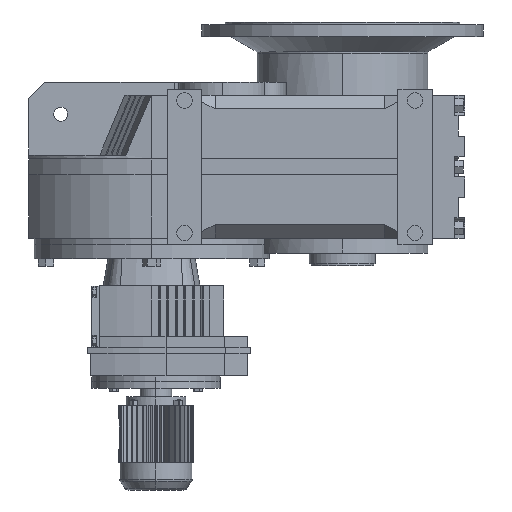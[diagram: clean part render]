
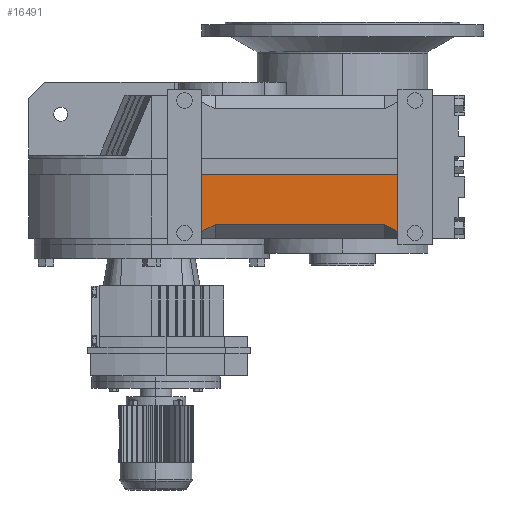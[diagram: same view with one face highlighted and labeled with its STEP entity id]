
A CAD part, left-side view. The second image highlights one B-rep face of the part: STEP entity #16491.
In plain terms, the highlighted planar face has unit normal (-1, 0, 0).
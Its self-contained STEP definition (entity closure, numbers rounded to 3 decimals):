
#318 = PLANE('',#319);
#319 = AXIS2_PLACEMENT_3D('',#320,#321,#322);
#320 = CARTESIAN_POINT('',(-260.44,-117.,0.));
#321 = DIRECTION('',(0.,-1.,0.));
#322 = DIRECTION('',(1.,0.,0.));
#430 = PLANE('',#431);
#431 = AXIS2_PLACEMENT_3D('',#432,#433,#434);
#432 = CARTESIAN_POINT('',(-260.44,-577.,0.));
#433 = DIRECTION('',(0.,1.,0.));
#434 = DIRECTION('',(-1.,0.,0.));
#7152 = VERTEX_POINT('',#7153);
#7153 = CARTESIAN_POINT('',(-315.44,-577.,163.8));
#7167 = PLANE('',#7168);
#7168 = AXIS2_PLACEMENT_3D('',#7169,#7170,#7171);
#7169 = CARTESIAN_POINT('',(14.732,1.,163.8));
#7170 = DIRECTION('',(0.,0.,-1.));
#7171 = DIRECTION('',(-1.,0.,0.));
#7179 = EDGE_CURVE('',#7180,#7152,#7182,.T.);
#7180 = VERTEX_POINT('',#7181);
#7181 = CARTESIAN_POINT('',(-315.44,-577.,30.089));
#7182 = SURFACE_CURVE('',#7183,(#7187,#7194),.PCURVE_S1.);
#7183 = LINE('',#7184,#7185);
#7184 = CARTESIAN_POINT('',(-315.44,-577.,349.44));
#7185 = VECTOR('',#7186,1.);
#7186 = DIRECTION('',(0.,0.,1.));
#7187 = PCURVE('',#430,#7188);
#7188 = DEFINITIONAL_REPRESENTATION('',(#7189),#7193);
#7189 = LINE('',#7190,#7191);
#7190 = CARTESIAN_POINT('',(55.,349.44));
#7191 = VECTOR('',#7192,1.);
#7192 = DIRECTION('',(0.,1.));
#7193 = ( GEOMETRIC_REPRESENTATION_CONTEXT(2) 
PARAMETRIC_REPRESENTATION_CONTEXT() REPRESENTATION_CONTEXT('2D SPACE',''
  ) );
#7194 = PCURVE('',#7195,#7200);
#7195 = PLANE('',#7196);
#7196 = AXIS2_PLACEMENT_3D('',#7197,#7198,#7199);
#7197 = CARTESIAN_POINT('',(-315.44,-733.,349.44));
#7198 = DIRECTION('',(1.,0.,0.));
#7199 = DIRECTION('',(0.,1.,0.));
#7200 = DEFINITIONAL_REPRESENTATION('',(#7201),#7205);
#7201 = LINE('',#7202,#7203);
#7202 = CARTESIAN_POINT('',(156.,0.));
#7203 = VECTOR('',#7204,1.);
#7204 = DIRECTION('',(0.,1.));
#7205 = ( GEOMETRIC_REPRESENTATION_CONTEXT(2) 
PARAMETRIC_REPRESENTATION_CONTEXT() REPRESENTATION_CONTEXT('2D SPACE',''
  ) );
#7223 = PLANE('',#7224);
#7224 = AXIS2_PLACEMENT_3D('',#7225,#7226,#7227);
#7225 = CARTESIAN_POINT('',(-272.896,-577.,-12.456));
#7226 = DIRECTION('',(0.664,-0.342,0.664));
#7227 = DIRECTION('',(0.707,0.,-0.707));
#8833 = VERTEX_POINT('',#8834);
#8834 = CARTESIAN_POINT('',(-315.44,-117.,30.089));
#8848 = PLANE('',#8849);
#8849 = AXIS2_PLACEMENT_3D('',#8850,#8851,#8852);
#8850 = CARTESIAN_POINT('',(-272.896,-117.,-12.456));
#8851 = DIRECTION('',(0.664,0.342,0.664));
#8852 = DIRECTION('',(0.707,0.,-0.707));
#8860 = EDGE_CURVE('',#8861,#8833,#8863,.T.);
#8861 = VERTEX_POINT('',#8862);
#8862 = CARTESIAN_POINT('',(-315.44,-117.,163.8));
#8863 = SURFACE_CURVE('',#8864,(#8868,#8875),.PCURVE_S1.);
#8864 = LINE('',#8865,#8866);
#8865 = CARTESIAN_POINT('',(-315.44,-117.,349.44));
#8866 = VECTOR('',#8867,1.);
#8867 = DIRECTION('',(0.,0.,-1.));
#8868 = PCURVE('',#318,#8869);
#8869 = DEFINITIONAL_REPRESENTATION('',(#8870),#8874);
#8870 = LINE('',#8871,#8872);
#8871 = CARTESIAN_POINT('',(-55.,349.44));
#8872 = VECTOR('',#8873,1.);
#8873 = DIRECTION('',(0.,-1.));
#8874 = ( GEOMETRIC_REPRESENTATION_CONTEXT(2) 
PARAMETRIC_REPRESENTATION_CONTEXT() REPRESENTATION_CONTEXT('2D SPACE',''
  ) );
#8875 = PCURVE('',#7195,#8876);
#8876 = DEFINITIONAL_REPRESENTATION('',(#8877),#8881);
#8877 = LINE('',#8878,#8879);
#8878 = CARTESIAN_POINT('',(616.,0.));
#8879 = VECTOR('',#8880,1.);
#8880 = DIRECTION('',(0.,-1.));
#8881 = ( GEOMETRIC_REPRESENTATION_CONTEXT(2) 
PARAMETRIC_REPRESENTATION_CONTEXT() REPRESENTATION_CONTEXT('2D SPACE',''
  ) );
#11557 = PLANE('',#11558);
#11558 = AXIS2_PLACEMENT_3D('',#11559,#11560,#11561);
#11559 = CARTESIAN_POINT('',(-315.44,-733.,46.56));
#11560 = DIRECTION('',(0.707,0.,0.707
    ));
#11561 = DIRECTION('',(0.707,0.,
    -0.707));
#16419 = EDGE_CURVE('',#16420,#7180,#16422,.T.);
#16420 = VERTEX_POINT('',#16421);
#16421 = CARTESIAN_POINT('',(-315.44,-545.,46.56));
#16422 = SURFACE_CURVE('',#16423,(#16427,#16434),.PCURVE_S1.);
#16423 = LINE('',#16424,#16425);
#16424 = CARTESIAN_POINT('',(-315.44,-570.375,33.499));
#16425 = VECTOR('',#16426,1.);
#16426 = DIRECTION('',(0.,-0.889,
    -0.458));
#16427 = PCURVE('',#7223,#16428);
#16428 = DEFINITIONAL_REPRESENTATION('',(#16429),#16433);
#16429 = LINE('',#16430,#16431);
#16430 = CARTESIAN_POINT('',(-62.578,7.05));
#16431 = VECTOR('',#16432,1.);
#16432 = DIRECTION('',(0.324,-0.946));
#16433 = ( GEOMETRIC_REPRESENTATION_CONTEXT(2) 
PARAMETRIC_REPRESENTATION_CONTEXT() REPRESENTATION_CONTEXT('2D SPACE',''
  ) );
#16434 = PCURVE('',#7195,#16435);
#16435 = DEFINITIONAL_REPRESENTATION('',(#16436),#16440);
#16436 = LINE('',#16437,#16438);
#16437 = CARTESIAN_POINT('',(162.625,-315.941));
#16438 = VECTOR('',#16439,1.);
#16439 = DIRECTION('',(-0.889,-0.458));
#16440 = ( GEOMETRIC_REPRESENTATION_CONTEXT(2) 
PARAMETRIC_REPRESENTATION_CONTEXT() REPRESENTATION_CONTEXT('2D SPACE',''
  ) );
#16491 = ADVANCED_FACE('',(#16492),#7195,.F.);
#16492 = FACE_BOUND('',#16493,.T.);
#16493 = EDGE_LOOP('',(#16494,#16495,#16518,#16539,#16540,#16541));
#16494 = ORIENTED_EDGE('',*,*,#8860,.T.);
#16495 = ORIENTED_EDGE('',*,*,#16496,.T.);
#16496 = EDGE_CURVE('',#8833,#16497,#16499,.T.);
#16497 = VERTEX_POINT('',#16498);
#16498 = CARTESIAN_POINT('',(-315.44,-149.,46.56));
#16499 = SURFACE_CURVE('',#16500,(#16504,#16511),.PCURVE_S1.);
#16500 = LINE('',#16501,#16502);
#16501 = CARTESIAN_POINT('',(-315.44,-733.926,347.64));
#16502 = VECTOR('',#16503,1.);
#16503 = DIRECTION('',(0.,-0.889,
    0.458));
#16504 = PCURVE('',#7195,#16505);
#16505 = DEFINITIONAL_REPRESENTATION('',(#16506),#16510);
#16506 = LINE('',#16507,#16508);
#16507 = CARTESIAN_POINT('',(-0.926,-1.8));
#16508 = VECTOR('',#16509,1.);
#16509 = DIRECTION('',(-0.889,0.458));
#16510 = ( GEOMETRIC_REPRESENTATION_CONTEXT(2) 
PARAMETRIC_REPRESENTATION_CONTEXT() REPRESENTATION_CONTEXT('2D SPACE',''
  ) );
#16511 = PCURVE('',#8848,#16512);
#16512 = DEFINITIONAL_REPRESENTATION('',(#16513),#16517);
#16513 = LINE('',#16514,#16515);
#16514 = CARTESIAN_POINT('',(-284.71,-656.519));
#16515 = VECTOR('',#16516,1.);
#16516 = DIRECTION('',(-0.324,-0.946));
#16517 = ( GEOMETRIC_REPRESENTATION_CONTEXT(2) 
PARAMETRIC_REPRESENTATION_CONTEXT() REPRESENTATION_CONTEXT('2D SPACE',''
  ) );
#16518 = ORIENTED_EDGE('',*,*,#16519,.T.);
#16519 = EDGE_CURVE('',#16497,#16420,#16520,.T.);
#16520 = SURFACE_CURVE('',#16521,(#16525,#16532),.PCURVE_S1.);
#16521 = LINE('',#16522,#16523);
#16522 = CARTESIAN_POINT('',(-315.44,-733.,46.56));
#16523 = VECTOR('',#16524,1.);
#16524 = DIRECTION('',(0.,-1.,0.));
#16525 = PCURVE('',#7195,#16526);
#16526 = DEFINITIONAL_REPRESENTATION('',(#16527),#16531);
#16527 = LINE('',#16528,#16529);
#16528 = CARTESIAN_POINT('',(0.,-302.88));
#16529 = VECTOR('',#16530,1.);
#16530 = DIRECTION('',(-1.,0.));
#16531 = ( GEOMETRIC_REPRESENTATION_CONTEXT(2) 
PARAMETRIC_REPRESENTATION_CONTEXT() REPRESENTATION_CONTEXT('2D SPACE',''
  ) );
#16532 = PCURVE('',#11557,#16533);
#16533 = DEFINITIONAL_REPRESENTATION('',(#16534),#16538);
#16534 = LINE('',#16535,#16536);
#16535 = CARTESIAN_POINT('',(0.,0.));
#16536 = VECTOR('',#16537,1.);
#16537 = DIRECTION('',(0.,-1.));
#16538 = ( GEOMETRIC_REPRESENTATION_CONTEXT(2) 
PARAMETRIC_REPRESENTATION_CONTEXT() REPRESENTATION_CONTEXT('2D SPACE',''
  ) );
#16539 = ORIENTED_EDGE('',*,*,#16419,.T.);
#16540 = ORIENTED_EDGE('',*,*,#7179,.T.);
#16541 = ORIENTED_EDGE('',*,*,#16542,.T.);
#16542 = EDGE_CURVE('',#7152,#8861,#16543,.T.);
#16543 = SURFACE_CURVE('',#16544,(#16548,#16555),.PCURVE_S1.);
#16544 = LINE('',#16545,#16546);
#16545 = CARTESIAN_POINT('',(-315.44,-733.,163.8));
#16546 = VECTOR('',#16547,1.);
#16547 = DIRECTION('',(0.,1.,0.));
#16548 = PCURVE('',#7195,#16549);
#16549 = DEFINITIONAL_REPRESENTATION('',(#16550),#16554);
#16550 = LINE('',#16551,#16552);
#16551 = CARTESIAN_POINT('',(0.,-185.64));
#16552 = VECTOR('',#16553,1.);
#16553 = DIRECTION('',(1.,0.));
#16554 = ( GEOMETRIC_REPRESENTATION_CONTEXT(2) 
PARAMETRIC_REPRESENTATION_CONTEXT() REPRESENTATION_CONTEXT('2D SPACE',''
  ) );
#16555 = PCURVE('',#7167,#16556);
#16556 = DEFINITIONAL_REPRESENTATION('',(#16557),#16561);
#16557 = LINE('',#16558,#16559);
#16558 = CARTESIAN_POINT('',(330.172,-734.));
#16559 = VECTOR('',#16560,1.);
#16560 = DIRECTION('',(0.,1.));
#16561 = ( GEOMETRIC_REPRESENTATION_CONTEXT(2) 
PARAMETRIC_REPRESENTATION_CONTEXT() REPRESENTATION_CONTEXT('2D SPACE',''
  ) );
